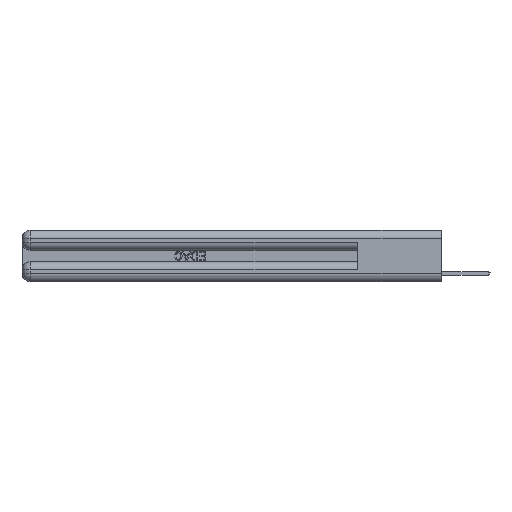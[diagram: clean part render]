
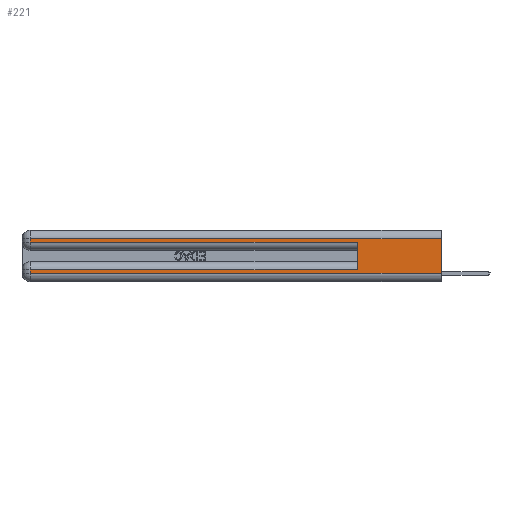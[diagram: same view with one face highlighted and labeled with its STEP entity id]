
A CAD part, left-side view. The second image highlights one B-rep face of the part: STEP entity #221.
In plain terms, the highlighted planar face has unit normal (-1, 0, 0).
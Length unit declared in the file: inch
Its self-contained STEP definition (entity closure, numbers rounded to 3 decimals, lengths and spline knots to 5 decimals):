
#174 = FACE_OUTER_BOUND ( 'NONE', #3793, .T. ) ;
#221 = ADVANCED_FACE ( 'NONE', ( #174 ), #7054, .F. ) ;
#450 = CARTESIAN_POINT ( 'NONE',  ( 0., 0., 0.37 ) ) ;
#736 = VECTOR ( 'NONE', #900, 39.37008 ) ;
#900 = DIRECTION ( 'NONE',  ( 0., 0., -1. ) ) ;
#1149 = LINE ( 'NONE', #18888, #25043 ) ;
#1644 = LINE ( 'NONE', #8256, #27323 ) ;
#1716 = CARTESIAN_POINT ( 'NONE',  ( 0., 0., 0.31 ) ) ;
#1858 = VECTOR ( 'NONE', #25620, 39.37008 ) ;
#2251 = CARTESIAN_POINT ( 'NONE',  ( 0., 0., 0.31 ) ) ;
#2445 = AXIS2_PLACEMENT_3D ( 'NONE', #450, #8909, #24503 ) ;
#3793 = EDGE_LOOP ( 'NONE', ( #16302, #26810, #21501, #21948, #20207, #10905, #13431, #20011 ) ) ;
#3876 = EDGE_CURVE ( 'NONE', #14422, #13720, #25472, .T. ) ;
#6300 = EDGE_CURVE ( 'NONE', #25754, #13720, #1149, .T. ) ;
#7054 = PLANE ( 'NONE',  #2445 ) ;
#7113 = CARTESIAN_POINT ( 'NONE',  ( 0., 0., 0.06 ) ) ;
#7239 = LINE ( 'NONE', #16215, #736 ) ;
#7867 = CARTESIAN_POINT ( 'NONE',  ( 0., 0., 0.285 ) ) ;
#7923 = EDGE_CURVE ( 'NONE', #12081, #23341, #28086, .T. ) ;
#8042 = DIRECTION ( 'NONE',  ( 0., 1., 0. ) ) ;
#8256 = CARTESIAN_POINT ( 'NONE',  ( 0., 0., 0.085 ) ) ;
#8407 = CARTESIAN_POINT ( 'NONE',  ( 0., 2.94, 0.37 ) ) ;
#8480 = VERTEX_POINT ( 'NONE', #7113 ) ;
#8638 = LINE ( 'NONE', #17359, #27043 ) ;
#8737 = CARTESIAN_POINT ( 'NONE',  ( 0., 0., 0.37 ) ) ;
#8909 = DIRECTION ( 'NONE',  ( 1., 0., 0. ) ) ;
#10168 = DIRECTION ( 'NONE',  ( 0., 0., 1. ) ) ;
#10594 = LINE ( 'NONE', #8737, #18551 ) ;
#10905 = ORIENTED_EDGE ( 'NONE', *, *, #17444, .T. ) ;
#11169 = EDGE_CURVE ( 'NONE', #13057, #8480, #8638, .T. ) ;
#11222 = CARTESIAN_POINT ( 'NONE',  ( 0., 2.94, 0.085 ) ) ;
#11516 = DIRECTION ( 'NONE',  ( 0., 0., -1. ) ) ;
#12081 = VERTEX_POINT ( 'NONE', #2251 ) ;
#12138 = VECTOR ( 'NONE', #8042, 39.37008 ) ;
#12390 = DIRECTION ( 'NONE',  ( 0., 1., 0. ) ) ;
#13057 = VERTEX_POINT ( 'NONE', #14155 ) ;
#13431 = ORIENTED_EDGE ( 'NONE', *, *, #18886, .T. ) ;
#13720 = VERTEX_POINT ( 'NONE', #25145 ) ;
#14155 = CARTESIAN_POINT ( 'NONE',  ( 0., 2.94, 0.06 ) ) ;
#14422 = VERTEX_POINT ( 'NONE', #21288 ) ;
#15239 = EDGE_CURVE ( 'NONE', #23341, #14422, #7239, .T. ) ;
#16089 = EDGE_CURVE ( 'NONE', #12081, #8480, #10594, .T. ) ;
#16215 = CARTESIAN_POINT ( 'NONE',  ( 0., 2.94, 0.37 ) ) ;
#16302 = ORIENTED_EDGE ( 'NONE', *, *, #16089, .F. ) ;
#16845 = VECTOR ( 'NONE', #11516, 39.37008 ) ;
#17359 = CARTESIAN_POINT ( 'NONE',  ( 0., 0., 0.06 ) ) ;
#17444 = EDGE_CURVE ( 'NONE', #25754, #17589, #1644, .T. ) ;
#17589 = VERTEX_POINT ( 'NONE', #11222 ) ;
#18551 = VECTOR ( 'NONE', #26199, 39.37008 ) ;
#18886 = EDGE_CURVE ( 'NONE', #17589, #13057, #28016, .T. ) ;
#18888 = CARTESIAN_POINT ( 'NONE',  ( 0., 0.6, 0.145 ) ) ;
#19629 = DIRECTION ( 'NONE',  ( 0., -1., 0. ) ) ;
#20011 = ORIENTED_EDGE ( 'NONE', *, *, #11169, .T. ) ;
#20207 = ORIENTED_EDGE ( 'NONE', *, *, #6300, .F. ) ;
#21199 = CARTESIAN_POINT ( 'NONE',  ( 0., 2.94, 0.31 ) ) ;
#21288 = CARTESIAN_POINT ( 'NONE',  ( 0., 2.94, 0.285 ) ) ;
#21501 = ORIENTED_EDGE ( 'NONE', *, *, #15239, .T. ) ;
#21948 = ORIENTED_EDGE ( 'NONE', *, *, #3876, .T. ) ;
#23341 = VERTEX_POINT ( 'NONE', #21199 ) ;
#24503 = DIRECTION ( 'NONE',  ( 0., 0., -1. ) ) ;
#25043 = VECTOR ( 'NONE', #10168, 39.37008 ) ;
#25145 = CARTESIAN_POINT ( 'NONE',  ( 0., 0.6, 0.285 ) ) ;
#25472 = LINE ( 'NONE', #7867, #1858 ) ;
#25620 = DIRECTION ( 'NONE',  ( 0., -1., 0. ) ) ;
#25754 = VERTEX_POINT ( 'NONE', #26982 ) ;
#26199 = DIRECTION ( 'NONE',  ( 0., 0., -1. ) ) ;
#26810 = ORIENTED_EDGE ( 'NONE', *, *, #7923, .T. ) ;
#26982 = CARTESIAN_POINT ( 'NONE',  ( 0., 0.6, 0.085 ) ) ;
#27043 = VECTOR ( 'NONE', #19629, 39.37008 ) ;
#27323 = VECTOR ( 'NONE', #12390, 39.37008 ) ;
#28016 = LINE ( 'NONE', #8407, #16845 ) ;
#28086 = LINE ( 'NONE', #1716, #12138 ) ;
